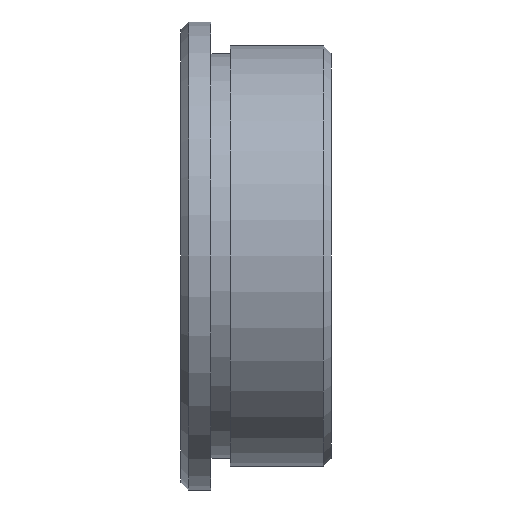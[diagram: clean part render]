
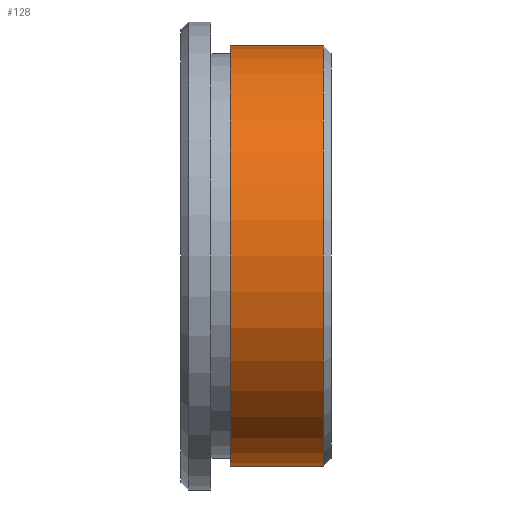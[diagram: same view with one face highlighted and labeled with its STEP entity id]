
A CAD part, left-side view. The second image highlights one B-rep face of the part: STEP entity #128.
In plain terms, the highlighted cylindrical face has radius 7 mm (diameter 14 mm), a full revolution.
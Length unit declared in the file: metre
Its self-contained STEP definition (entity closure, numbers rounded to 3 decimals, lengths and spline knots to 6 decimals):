
#128 = ADVANCED_FACE( 'NONE', ( #287, #288 ), #289, .T. );
#287 = FACE_OUTER_BOUND( '', #470, .T. );
#288 = FACE_OUTER_BOUND( '', #471, .T. );
#289 = CYLINDRICAL_SURFACE( '', #472, 0.007 );
#470 = EDGE_LOOP( '', ( #689 ) );
#471 = EDGE_LOOP( '', ( #690 ) );
#472 = AXIS2_PLACEMENT_3D( '', #691, #692, #693 );
#689 = ORIENTED_EDGE( '', *, *, #846, .T. );
#690 = ORIENTED_EDGE( '', *, *, #847, .F. );
#691 = CARTESIAN_POINT( '', ( 0., 0.004, 0. ) );
#692 = DIRECTION( '', ( 0., 1., 0. ) );
#693 = DIRECTION( '', ( 0., 0., -1. ) );
#846 = EDGE_CURVE( 'NONE', #961, #961, #962, .T. );
#847 = EDGE_CURVE( 'NONE', #963, #963, #964, .T. );
#961 = VERTEX_POINT( '', #1083 );
#962 = CIRCLE( '', #1084, 0.007 );
#963 = VERTEX_POINT( '', #1085 );
#964 = CIRCLE( '', #1086, 0.007 );
#1083 = CARTESIAN_POINT( '', ( 0., 0.000254, 0.007 ) );
#1084 = AXIS2_PLACEMENT_3D( '', #1211, #1212, #1213 );
#1085 = CARTESIAN_POINT( '', ( 0., 0.003365, 0.007 ) );
#1086 = AXIS2_PLACEMENT_3D( '', #1214, #1215, #1216 );
#1211 = CARTESIAN_POINT( '', ( 0., 0.000254, 0. ) );
#1212 = DIRECTION( '', ( 0., 1., 0. ) );
#1213 = DIRECTION( '', ( 0., 0., 1. ) );
#1214 = CARTESIAN_POINT( '', ( 0., 0.003365, 0. ) );
#1215 = DIRECTION( '', ( 0., 1., 0. ) );
#1216 = DIRECTION( '', ( 0., 0., 1. ) );
